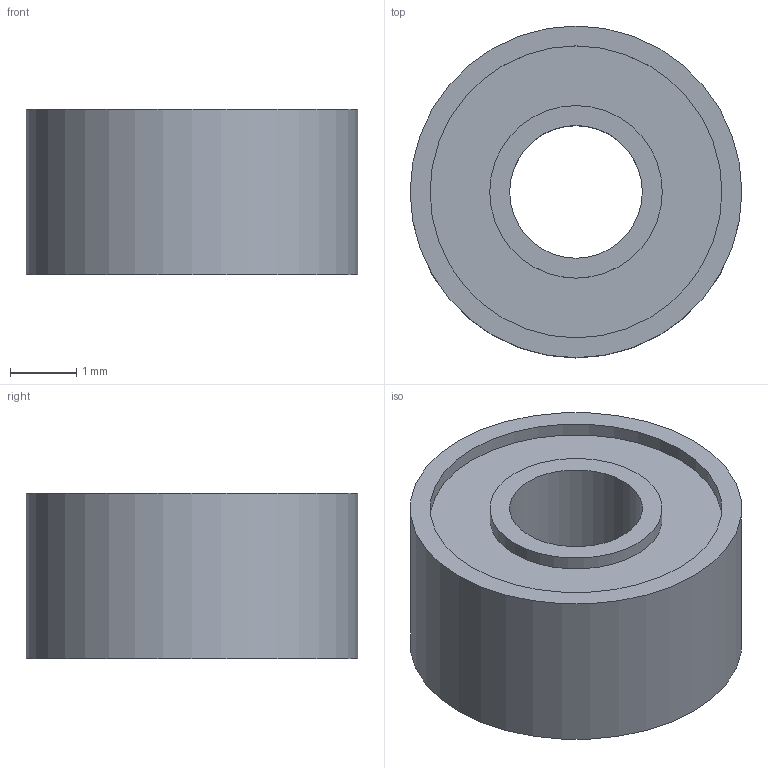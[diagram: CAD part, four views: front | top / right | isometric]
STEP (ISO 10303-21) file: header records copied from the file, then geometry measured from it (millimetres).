
FILE_DESCRIPTION(/* description */ (''),/* implementation_level */ '2;1');
FILE_NAME(/* name */ 'bearing_2_5_2.5 v1.step',/* time_stamp */ '2017-11-27T22:13:12+09:00',/* author */ ('kerikun11'),/* organization */ (''),/* preprocessor_version */ 'ST-DEVELOPER v16.13',/* originating_system */ 'Autodesk Translation Framework v6.5.0.72',/* authorisation */ '');
FILE_SCHEMA (('AUTOMOTIVE_DESIGN { 1 0 10303 214 3 1 1 }'));
Length unit declared in the file: millimetre
Products named in the file (2): bearing_2_5_2.5; コンポーネント1
Assembly tree (1 placements, depth 2):
  bearing_2_5_2.5
    コンポーネント1
Bounding box: 5 x 5 x 2.5 mm (x, y, z)
Volume: 37.3 mm3; surface area: 189.1 mm2
Topology: 3 solids, 3 shells, 12 faces, 18 edges, 12 vertices
Faces by surface type: cylinder 6, plane 6
Full cylindrical faces by diameter (mm): 2 x1, 2.6 x2, 4.4 x2, 5 x1
Entity records: 346 total; most frequent: DIRECTION 60, CARTESIAN_POINT 45, ORIENTED_EDGE 36, AXIS2_PLACEMENT_3D 27, EDGE_LOOP 18, EDGE_CURVE 18, FACE_OUTER_BOUND 12, CIRCLE 12
